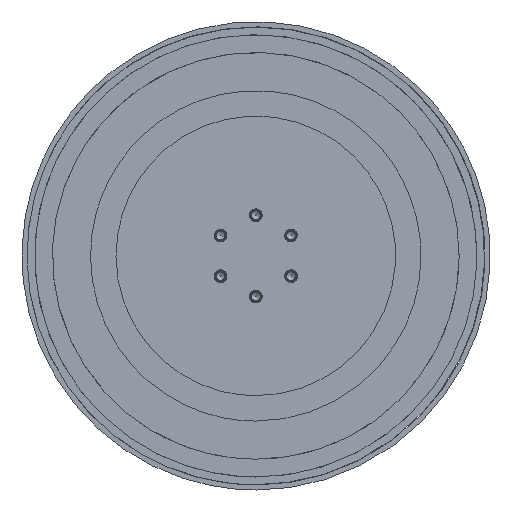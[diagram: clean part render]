
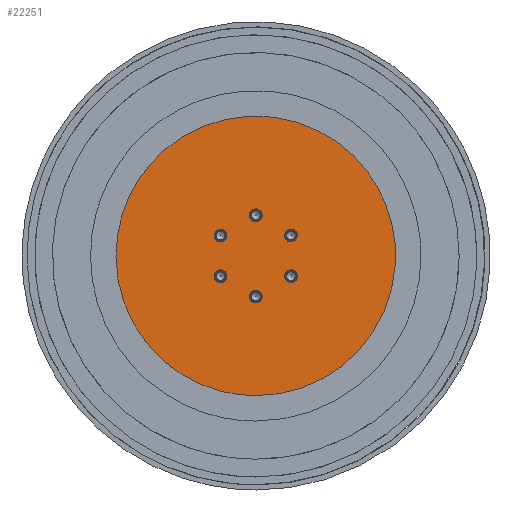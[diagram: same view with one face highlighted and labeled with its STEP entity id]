
A CAD part, front view. The second image highlights one B-rep face of the part: STEP entity #22251.
In plain terms, the highlighted free-form (B-spline) face has degree [1, 1] with [2, 2] control points.
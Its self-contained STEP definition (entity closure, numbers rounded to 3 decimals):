
#22251 = ADVANCED_FACE('',(#22252,#22266,#22288,#22310,#22332,#22346,
    #22360),#22374,.F.);
#22252 = FACE_BOUND('',#22253,.T.);
#22253 = EDGE_LOOP('',(#22254));
#22254 = ORIENTED_EDGE('',*,*,#22255,.T.);
#22255 = EDGE_CURVE('',#22256,#22256,#22258,.T.);
#22256 = VERTEX_POINT('',#22257);
#22257 = CARTESIAN_POINT('',(-25.89,-155.049,
    19.605));
#22258 = ( BOUNDED_CURVE() B_SPLINE_CURVE(2,(#22259,#22260,#22261,#22262
    ,#22263,#22264,#22265),.UNSPECIFIED.,.T.,.F.) 
B_SPLINE_CURVE_WITH_KNOTS((1,2,2,2,2,1),(-2.094,0.,
    2.094,4.189,6.283,8.378),
.UNSPECIFIED.) CURVE() GEOMETRIC_REPRESENTATION_ITEM() 
RATIONAL_B_SPLINE_CURVE((1.,0.5,1.,0.5,1.,0.5,1.)) REPRESENTATION_ITEM(
  '') );
#22259 = CARTESIAN_POINT('',(-25.89,-155.049,
    19.605));
#22260 = CARTESIAN_POINT('',(-17.801,-155.049,
    19.605));
#22261 = CARTESIAN_POINT('',(-21.846,-155.049,
    12.599));
#22262 = CARTESIAN_POINT('',(-25.89,-155.049,
    5.594));
#22263 = CARTESIAN_POINT('',(-29.935,-155.049,
    12.599));
#22264 = CARTESIAN_POINT('',(-33.979,-155.049,
    19.605));
#22265 = CARTESIAN_POINT('',(-25.89,-155.049,
    19.605));
#22266 = FACE_BOUND('',#22267,.T.);
#22267 = EDGE_LOOP('',(#22268,#22280));
#22268 = ORIENTED_EDGE('',*,*,#22269,.T.);
#22269 = EDGE_CURVE('',#22270,#22272,#22274,.T.);
#22270 = VERTEX_POINT('',#22271);
#22271 = CARTESIAN_POINT('',(-25.879,-155.049,
    -10.284));
#22272 = VERTEX_POINT('',#22273);
#22273 = CARTESIAN_POINT('',(-25.879,-155.049,
    -19.625));
#22274 = ( BOUNDED_CURVE() B_SPLINE_CURVE(2,(#22275,#22276,#22277,#22278
,#22279),.UNSPECIFIED.,.F.,.F.) B_SPLINE_CURVE_WITH_KNOTS((3,2,3),(0.,
1.571,3.142),.PIECEWISE_BEZIER_KNOTS.) CURVE() 
GEOMETRIC_REPRESENTATION_ITEM() RATIONAL_B_SPLINE_CURVE((1.,
0.707,1.,0.707,1.)) REPRESENTATION_ITEM('') );
#22275 = CARTESIAN_POINT('',(-25.879,-155.049,
    -10.284));
#22276 = CARTESIAN_POINT('',(-21.209,-155.049,
    -10.284));
#22277 = CARTESIAN_POINT('',(-21.209,-155.049,
    -14.954));
#22278 = CARTESIAN_POINT('',(-21.209,-155.049,
    -19.625));
#22279 = CARTESIAN_POINT('',(-25.879,-155.049,
    -19.625));
#22280 = ORIENTED_EDGE('',*,*,#22281,.T.);
#22281 = EDGE_CURVE('',#22272,#22270,#22282,.T.);
#22282 = ( BOUNDED_CURVE() B_SPLINE_CURVE(2,(#22283,#22284,#22285,#22286
,#22287),.UNSPECIFIED.,.F.,.F.) B_SPLINE_CURVE_WITH_KNOTS((3,2,3),(
    3.142,4.712,6.283),
.PIECEWISE_BEZIER_KNOTS.) CURVE() GEOMETRIC_REPRESENTATION_ITEM() 
RATIONAL_B_SPLINE_CURVE((1.,0.707,1.,0.707,1.)) 
REPRESENTATION_ITEM('') );
#22283 = CARTESIAN_POINT('',(-25.879,-155.049,
    -19.625));
#22284 = CARTESIAN_POINT('',(-30.549,-155.049,
    -19.625));
#22285 = CARTESIAN_POINT('',(-30.549,-155.049,
    -14.954));
#22286 = CARTESIAN_POINT('',(-30.549,-155.049,
    -10.284));
#22287 = CARTESIAN_POINT('',(-25.879,-155.049,
    -10.284));
#22288 = FACE_BOUND('',#22289,.T.);
#22289 = EDGE_LOOP('',(#22290,#22302));
#22290 = ORIENTED_EDGE('',*,*,#22291,.T.);
#22291 = EDGE_CURVE('',#22292,#22294,#22296,.T.);
#22292 = VERTEX_POINT('',#22293);
#22293 = CARTESIAN_POINT('',(0.012,-155.049,
    -25.219));
#22294 = VERTEX_POINT('',#22295);
#22295 = CARTESIAN_POINT('',(0.012,-155.049,
    -34.559));
#22296 = ( BOUNDED_CURVE() B_SPLINE_CURVE(2,(#22297,#22298,#22299,#22300
,#22301),.UNSPECIFIED.,.F.,.F.) B_SPLINE_CURVE_WITH_KNOTS((3,2,3),(0.,
1.571,3.142),.PIECEWISE_BEZIER_KNOTS.) CURVE() 
GEOMETRIC_REPRESENTATION_ITEM() RATIONAL_B_SPLINE_CURVE((1.,
0.707,1.,0.707,1.)) REPRESENTATION_ITEM('') );
#22297 = CARTESIAN_POINT('',(0.012,-155.049,
    -25.219));
#22298 = CARTESIAN_POINT('',(4.682,-155.049,
    -25.219));
#22299 = CARTESIAN_POINT('',(4.682,-155.049,
    -29.889));
#22300 = CARTESIAN_POINT('',(4.682,-155.049,
    -34.559));
#22301 = CARTESIAN_POINT('',(0.012,-155.049,
    -34.559));
#22302 = ORIENTED_EDGE('',*,*,#22303,.T.);
#22303 = EDGE_CURVE('',#22294,#22292,#22304,.T.);
#22304 = ( BOUNDED_CURVE() B_SPLINE_CURVE(2,(#22305,#22306,#22307,#22308
,#22309),.UNSPECIFIED.,.F.,.F.) B_SPLINE_CURVE_WITH_KNOTS((3,2,3),(
    3.142,4.712,6.283),
.PIECEWISE_BEZIER_KNOTS.) CURVE() GEOMETRIC_REPRESENTATION_ITEM() 
RATIONAL_B_SPLINE_CURVE((1.,0.707,1.,0.707,1.)) 
REPRESENTATION_ITEM('') );
#22305 = CARTESIAN_POINT('',(0.012,-155.049,
    -34.559));
#22306 = CARTESIAN_POINT('',(-4.659,-155.049,
    -34.559));
#22307 = CARTESIAN_POINT('',(-4.659,-155.049,
    -29.889));
#22308 = CARTESIAN_POINT('',(-4.659,-155.049,
    -25.219));
#22309 = CARTESIAN_POINT('',(0.012,-155.049,
    -25.219));
#22310 = FACE_BOUND('',#22311,.T.);
#22311 = EDGE_LOOP('',(#22312,#22324));
#22312 = ORIENTED_EDGE('',*,*,#22313,.T.);
#22313 = EDGE_CURVE('',#22314,#22316,#22318,.T.);
#22314 = VERTEX_POINT('',#22315);
#22315 = CARTESIAN_POINT('',(25.89,-155.049,
    -10.264));
#22316 = VERTEX_POINT('',#22317);
#22317 = CARTESIAN_POINT('',(25.89,-155.049,
    -19.605));
#22318 = ( BOUNDED_CURVE() B_SPLINE_CURVE(2,(#22319,#22320,#22321,#22322
,#22323),.UNSPECIFIED.,.F.,.F.) B_SPLINE_CURVE_WITH_KNOTS((3,2,3),(0.,
1.571,3.142),.PIECEWISE_BEZIER_KNOTS.) CURVE() 
GEOMETRIC_REPRESENTATION_ITEM() RATIONAL_B_SPLINE_CURVE((1.,
0.707,1.,0.707,1.)) REPRESENTATION_ITEM('') );
#22319 = CARTESIAN_POINT('',(25.89,-155.049,
    -10.264));
#22320 = CARTESIAN_POINT('',(30.56,-155.049,
    -10.264));
#22321 = CARTESIAN_POINT('',(30.56,-155.049,
    -14.934));
#22322 = CARTESIAN_POINT('',(30.56,-155.049,
    -19.605));
#22323 = CARTESIAN_POINT('',(25.89,-155.049,
    -19.605));
#22324 = ORIENTED_EDGE('',*,*,#22325,.T.);
#22325 = EDGE_CURVE('',#22316,#22314,#22326,.T.);
#22326 = ( BOUNDED_CURVE() B_SPLINE_CURVE(2,(#22327,#22328,#22329,#22330
,#22331),.UNSPECIFIED.,.F.,.F.) B_SPLINE_CURVE_WITH_KNOTS((3,2,3),(
    3.142,4.712,6.283),
.PIECEWISE_BEZIER_KNOTS.) CURVE() GEOMETRIC_REPRESENTATION_ITEM() 
RATIONAL_B_SPLINE_CURVE((1.,0.707,1.,0.707,1.)) 
REPRESENTATION_ITEM('') );
#22327 = CARTESIAN_POINT('',(25.89,-155.049,
    -19.605));
#22328 = CARTESIAN_POINT('',(21.22,-155.049,
    -19.605));
#22329 = CARTESIAN_POINT('',(21.22,-155.049,
    -14.934));
#22330 = CARTESIAN_POINT('',(21.22,-155.049,
    -10.264));
#22331 = CARTESIAN_POINT('',(25.89,-155.049,
    -10.264));
#22332 = FACE_BOUND('',#22333,.T.);
#22333 = EDGE_LOOP('',(#22334));
#22334 = ORIENTED_EDGE('',*,*,#22335,.T.);
#22335 = EDGE_CURVE('',#22336,#22336,#22338,.T.);
#22336 = VERTEX_POINT('',#22337);
#22337 = CARTESIAN_POINT('',(25.879,-155.049,
    19.625));
#22338 = ( BOUNDED_CURVE() B_SPLINE_CURVE(2,(#22339,#22340,#22341,#22342
    ,#22343,#22344,#22345),.UNSPECIFIED.,.T.,.F.) 
B_SPLINE_CURVE_WITH_KNOTS((1,2,2,2,2,1),(-2.094,0.,
    2.094,4.189,6.283,8.378),
.UNSPECIFIED.) CURVE() GEOMETRIC_REPRESENTATION_ITEM() 
RATIONAL_B_SPLINE_CURVE((1.,0.5,1.,0.5,1.,0.5,1.)) REPRESENTATION_ITEM(
  '') );
#22339 = CARTESIAN_POINT('',(25.879,-155.049,
    19.625));
#22340 = CARTESIAN_POINT('',(33.968,-155.049,
    19.625));
#22341 = CARTESIAN_POINT('',(29.923,-155.049,
    12.619));
#22342 = CARTESIAN_POINT('',(25.879,-155.049,
    5.614));
#22343 = CARTESIAN_POINT('',(21.834,-155.049,
    12.619));
#22344 = CARTESIAN_POINT('',(17.79,-155.049,
    19.625));
#22345 = CARTESIAN_POINT('',(25.879,-155.049,
    19.625));
#22346 = FACE_BOUND('',#22347,.T.);
#22347 = EDGE_LOOP('',(#22348));
#22348 = ORIENTED_EDGE('',*,*,#22349,.T.);
#22349 = EDGE_CURVE('',#22350,#22350,#22352,.T.);
#22350 = VERTEX_POINT('',#22351);
#22351 = CARTESIAN_POINT('',(-0.012,-155.049,
    34.559));
#22352 = ( BOUNDED_CURVE() B_SPLINE_CURVE(2,(#22353,#22354,#22355,#22356
    ,#22357,#22358,#22359),.UNSPECIFIED.,.T.,.F.) 
B_SPLINE_CURVE_WITH_KNOTS((1,2,2,2,2,1),(-2.094,0.,
    2.094,4.189,6.283,8.378),
.UNSPECIFIED.) CURVE() GEOMETRIC_REPRESENTATION_ITEM() 
RATIONAL_B_SPLINE_CURVE((1.,0.5,1.,0.5,1.,0.5,1.)) REPRESENTATION_ITEM(
  '') );
#22353 = CARTESIAN_POINT('',(-0.012,-155.049,
    34.559));
#22354 = CARTESIAN_POINT('',(8.077,-155.049,
    34.559));
#22355 = CARTESIAN_POINT('',(4.033,-155.049,
    27.554));
#22356 = CARTESIAN_POINT('',(-0.012,-155.049,
    20.549));
#22357 = CARTESIAN_POINT('',(-4.056,-155.049,
    27.554));
#22358 = CARTESIAN_POINT('',(-8.1,-155.049,
    34.559));
#22359 = CARTESIAN_POINT('',(-0.012,-155.049,
    34.559));
#22360 = FACE_BOUND('',#22361,.T.);
#22361 = EDGE_LOOP('',(#22362));
#22362 = ORIENTED_EDGE('',*,*,#22363,.T.);
#22363 = EDGE_CURVE('',#22364,#22364,#22366,.T.);
#22364 = VERTEX_POINT('',#22365);
#22365 = CARTESIAN_POINT('',(0.,-155.049,-102.743));
#22366 = ( BOUNDED_CURVE() B_SPLINE_CURVE(2,(#22367,#22368,#22369,#22370
    ,#22371,#22372,#22373),.UNSPECIFIED.,.T.,.F.) 
B_SPLINE_CURVE_WITH_KNOTS((1,2,2,2,2,1),(-2.094,0.,
    2.094,4.189,6.283,8.378),
.UNSPECIFIED.) CURVE() GEOMETRIC_REPRESENTATION_ITEM() 
RATIONAL_B_SPLINE_CURVE((1.,0.5,1.,0.5,1.,0.5,1.)) REPRESENTATION_ITEM(
  '') );
#22367 = CARTESIAN_POINT('',(0.,-155.049,-102.743));
#22368 = CARTESIAN_POINT('',(177.956,-155.049,
    -102.743));
#22369 = CARTESIAN_POINT('',(88.978,-155.049,
    51.372));
#22370 = CARTESIAN_POINT('',(0.,-155.049,
    205.486));
#22371 = CARTESIAN_POINT('',(-88.978,-155.049,
    51.372));
#22372 = CARTESIAN_POINT('',(-177.956,-155.049,
    -102.743));
#22373 = CARTESIAN_POINT('',(0.,-155.049,-102.743));
#22374 = B_SPLINE_SURFACE_WITH_KNOTS('',1,1,(
    (#22375,#22376)
    ,(#22377,#22378
    )),.UNSPECIFIED.,.F.,.F.,.F.,(2,2),(2,2),(-220.,0.),(-110.,110.),
  .PIECEWISE_BEZIER_KNOTS.);
#22375 = CARTESIAN_POINT('',(-102.743,-155.049,
    -102.743));
#22376 = CARTESIAN_POINT('',(102.743,-155.049,
    -102.743));
#22377 = CARTESIAN_POINT('',(-102.743,-155.049,
    102.743));
#22378 = CARTESIAN_POINT('',(102.743,-155.049,
    102.743));
